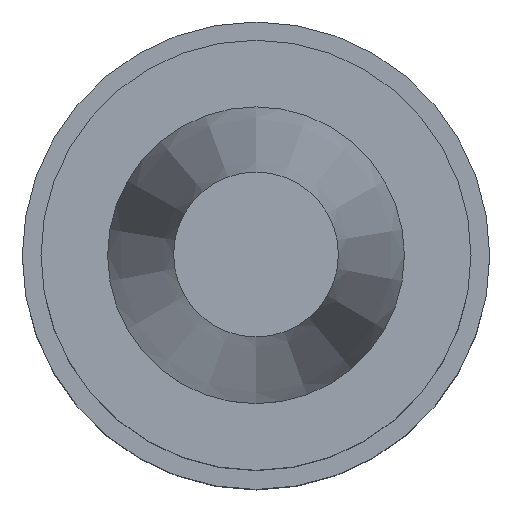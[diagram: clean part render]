
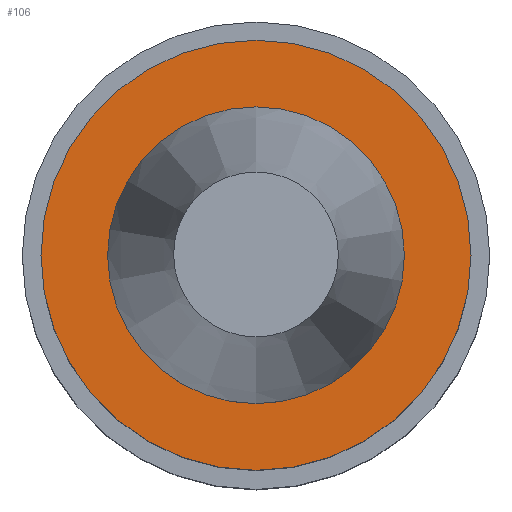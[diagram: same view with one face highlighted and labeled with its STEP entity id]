
A CAD part, top view. The second image highlights one B-rep face of the part: STEP entity #106.
In plain terms, the highlighted planar face has unit normal (0, 0, 1).
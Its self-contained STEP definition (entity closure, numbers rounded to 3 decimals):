
#81=EDGE_CURVE('Unnamed[1]',#207,#207,#208,.T.);
#106=ADVANCED_FACE('Unnamed[1]',(#245,#246),#247,.T.);
#158=EDGE_CURVE('Unnamed[1]',#326,#326,#327,.T.);
#207=VERTEX_POINT('',#378);
#208=CIRCLE('',#379,15.875);
#245=FACE_OUTER_BOUND('',#426,.T.);
#246=FACE_BOUND('',#427,.T.);
#247=PLANE('',#428);
#326=VERTEX_POINT('',#526);
#327=CIRCLE('',#527,23.0);
#378=CARTESIAN_POINT('',(0.,15.875,-1.));
#379=AXIS2_PLACEMENT_3D('',#570,#571,#572);
#426=EDGE_LOOP('',(#612));
#427=EDGE_LOOP('',(#613));
#428=AXIS2_PLACEMENT_3D('',#614,#615,#616);
#526=CARTESIAN_POINT('',(0.,23.0,-1.));
#527=AXIS2_PLACEMENT_3D('',#703,#704,#705);
#570=CARTESIAN_POINT('',(0.,0.,-1.0));
#571=DIRECTION('',(0.,0.,-1.0));
#572=DIRECTION('',(0.,1.0,0.));
#612=ORIENTED_EDGE('',*,*,#158,.F.);
#613=ORIENTED_EDGE('',*,*,#81,.T.);
#614=CARTESIAN_POINT('',(0.,19.438,-1.));
#615=DIRECTION('',(0.,0.,1.0));
#616=DIRECTION('',(0.,-1.0,0.));
#703=CARTESIAN_POINT('',(0.,0.,-1.0));
#704=DIRECTION('',(0.,0.,-1.0));
#705=DIRECTION('',(0.,1.0,0.));
